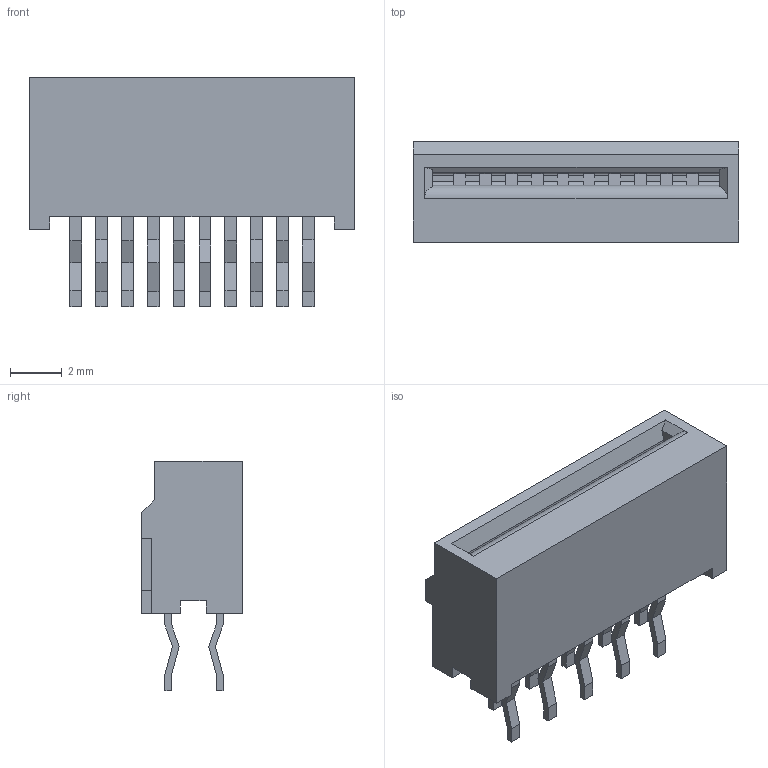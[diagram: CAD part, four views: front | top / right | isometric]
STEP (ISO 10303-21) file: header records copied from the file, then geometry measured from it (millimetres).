
FILE_DESCRIPTION (( 'STEP AP203' ), '1' );
FILE_NAME ('CON-000018 Rev 01 (10POS Conn FFC).STEP', '2020-12-10T18:34:50', ( '' ), ( '' ), 'SwSTEP 2.0', 'SolidWorks 2020', '' );
FILE_SCHEMA (( 'CONFIG_CONTROL_DESIGN' ));
Length unit declared in the file: millimetre
Products named in the file (1): CON-000018 Rev 01 (10POS Conn FFC)
Bounding box: 12.6 x 3.9 x 8.9 mm (x, y, z)
Volume: 232.3 mm3; surface area: 428 mm2
Topology: 1 solids, 1 shells, 201 faces, 546 edges, 363 vertices
Faces by surface type: plane 198, cylinder 3
Entity records: 6279 total; most frequent: CARTESIAN_POINT 1117, ORIENTED_EDGE 1092, DIRECTION 954, EDGE_CURVE 546, LINE 538, VECTOR 538, VERTEX_POINT 363, EDGE_LOOP 217
